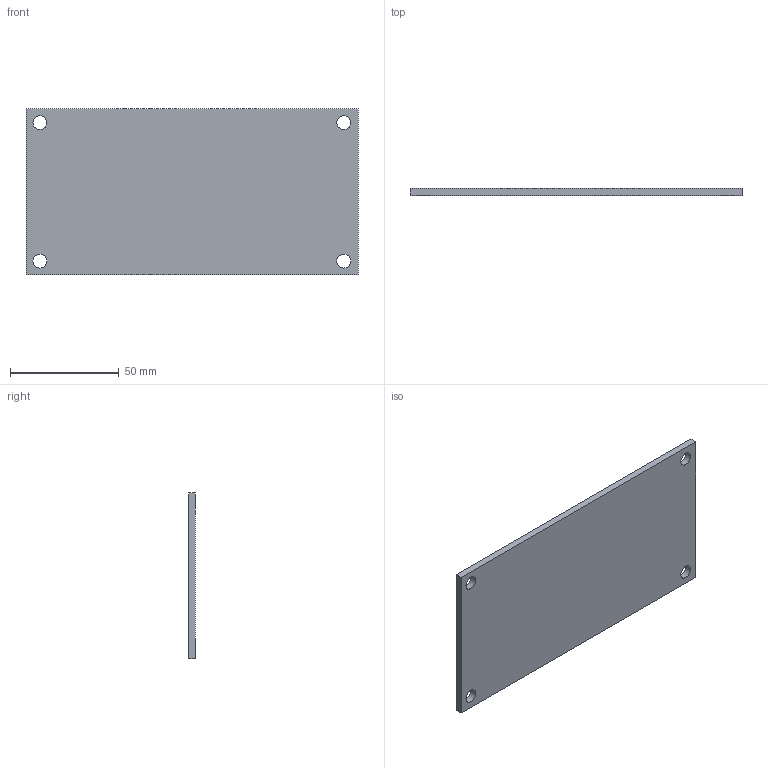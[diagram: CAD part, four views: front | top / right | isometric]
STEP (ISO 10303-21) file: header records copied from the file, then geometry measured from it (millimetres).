
FILE_DESCRIPTION(/* description */ (''),/* implementation_level */ '2;1');
FILE_NAME(/* name */ 'klam final 16.stp',/* time_stamp */ '2016-09-23T13:07:34-04:00',/* author */ ('jhaun'),/* organization */ (''),/* preprocessor_version */ 'ST-DEVELOPER v16.1',/* originating_system */ 'Autodesk Inventor 2016',/* authorisation */ '');
FILE_SCHEMA (('AUTOMOTIVE_DESIGN { 1 0 10303 214 3 1 1 }'));
Length unit declared in the file: inch
Products named in the file (1): klam final 16
Bounding box: 152.4 x 3.17 x 76.2 mm (x, y, z)
Volume: 28171.9 mm3; surface area: 27166.2 mm2
Topology: 1 solids, 1 shells, 65 faces, 175 edges, 118 vertices
Faces by surface type: plane 42, cylinder 23
Full cylindrical faces by diameter (mm): 6.35 x5
Entity records: 2028 total; most frequent: CARTESIAN_POINT 346, DIRECTION 344, ORIENTED_EDGE 332, EDGE_CURVE 166, LINE 120, VECTOR 120, VERTEX_POINT 114, AXIS2_PLACEMENT_3D 112
